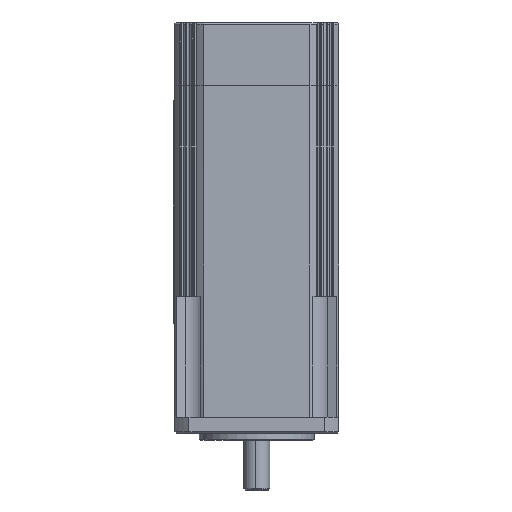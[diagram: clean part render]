
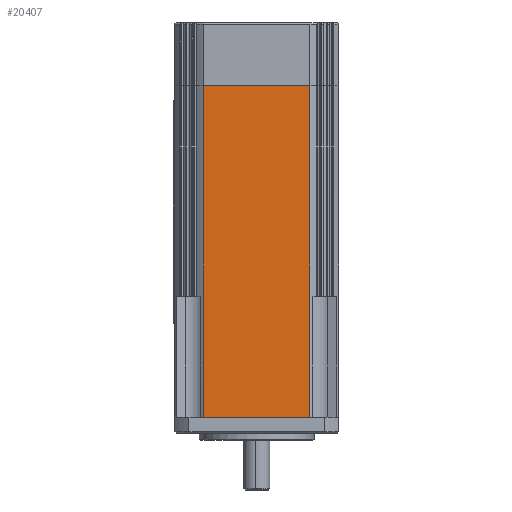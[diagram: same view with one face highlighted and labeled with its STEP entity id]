
A CAD part, front view. The second image highlights one B-rep face of the part: STEP entity #20407.
In plain terms, the highlighted planar face has unit normal (0, -1, 0).
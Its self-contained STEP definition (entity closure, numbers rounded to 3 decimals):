
#20368=CARTESIAN_POINT('',(0.,-28.5,0.0));
#20369=DIRECTION('',(0.0,-1.0,0.0));
#20370=DIRECTION('',(0.0,0.0,-1.0));
#20371=AXIS2_PLACEMENT_3D('',#20368,#20369,#20370);
#20372=PLANE('',#20371);
#20373=CARTESIAN_POINT('',(18.54,-28.5,115.5));
#20374=VERTEX_POINT('',#20373);
#20375=CARTESIAN_POINT('',(-18.54,-28.5,115.5));
#20376=VERTEX_POINT('',#20375);
#20377=CARTESIAN_POINT('',(18.54,-28.5,115.5));
#20378=DIRECTION('',(-1.0,0.0,0.0));
#20379=VECTOR('',#20378,37.081);
#20380=LINE('',#20377,#20379);
#20381=EDGE_CURVE('',#20374,#20376,#20380,.T.);
#20382=ORIENTED_EDGE('',*,*,#20381,.T.);
#20383=CARTESIAN_POINT('',(-18.54,-28.5,0.0));
#20384=VERTEX_POINT('',#20383);
#20385=CARTESIAN_POINT('',(-18.54,-28.5,0.0));
#20386=DIRECTION('',(0.0,0.0,1.0));
#20387=VECTOR('',#20386,115.5);
#20388=LINE('',#20385,#20387);
#20389=EDGE_CURVE('',#20384,#20376,#20388,.T.);
#20390=ORIENTED_EDGE('',*,*,#20389,.F.);
#20391=CARTESIAN_POINT('',(18.54,-28.5,0.0));
#20392=VERTEX_POINT('',#20391);
#20393=CARTESIAN_POINT('',(18.54,-28.5,0.0));
#20394=DIRECTION('',(-1.0,0.0,0.0));
#20395=VECTOR('',#20394,37.081);
#20396=LINE('',#20393,#20395);
#20397=EDGE_CURVE('',#20392,#20384,#20396,.T.);
#20398=ORIENTED_EDGE('',*,*,#20397,.F.);
#20399=CARTESIAN_POINT('',(18.54,-28.5,0.0));
#20400=DIRECTION('',(0.0,0.0,1.0));
#20401=VECTOR('',#20400,115.5);
#20402=LINE('',#20399,#20401);
#20403=EDGE_CURVE('',#20392,#20374,#20402,.T.);
#20404=ORIENTED_EDGE('',*,*,#20403,.T.);
#20405=EDGE_LOOP('',(#20382,#20390,#20398,#20404));
#20406=FACE_OUTER_BOUND('',#20405,.T.);
#20407=ADVANCED_FACE('',(#20406),#20372,.T.);
